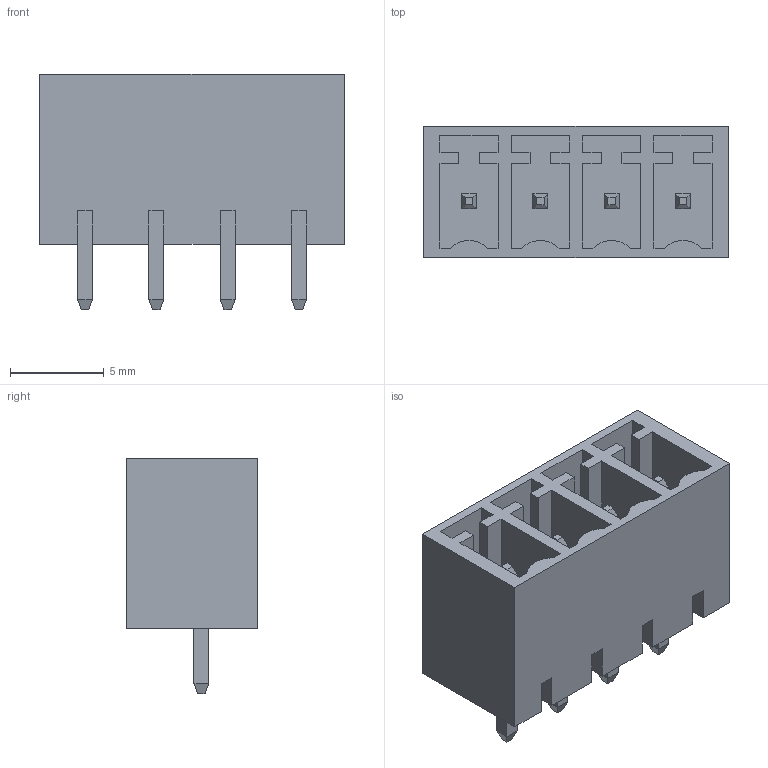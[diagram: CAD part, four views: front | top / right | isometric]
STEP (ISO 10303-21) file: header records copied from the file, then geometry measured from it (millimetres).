
FILE_DESCRIPTION (( 'STEP AP214' ), '1' );
FILE_NAME ('CONN-TH_XY2500V-E-3.81-4P.step', '2022-08-03T10:24:42', ( '' ), ( '' ), 'SwSTEP 2.0', 'SolidWorks 2020', '' );
FILE_SCHEMA (( 'AUTOMOTIVE_DESIGN' ));
Length unit declared in the file: millimetre
Products named in the file (1): CONN-TH_XY2500V-E-3.81-4P
Bounding box: 16.24 x 7 x 12.6 mm (x, y, z)
Volume: 599.3 mm3; surface area: 1386.6 mm2
Topology: 14 solids, 14 shells, 385 faces, 1007 edges, 658 vertices
Faces by surface type: plane 279, bspline 98, cylinder 8
Entity records: 16559 total; most frequent: CARTESIAN_POINT 3357, ORIENTED_EDGE 2014, DIRECTION 1399, EDGE_CURVE 1007, VECTOR 791, LINE 791, VERTEX_POINT 658, EDGE_LOOP 405
